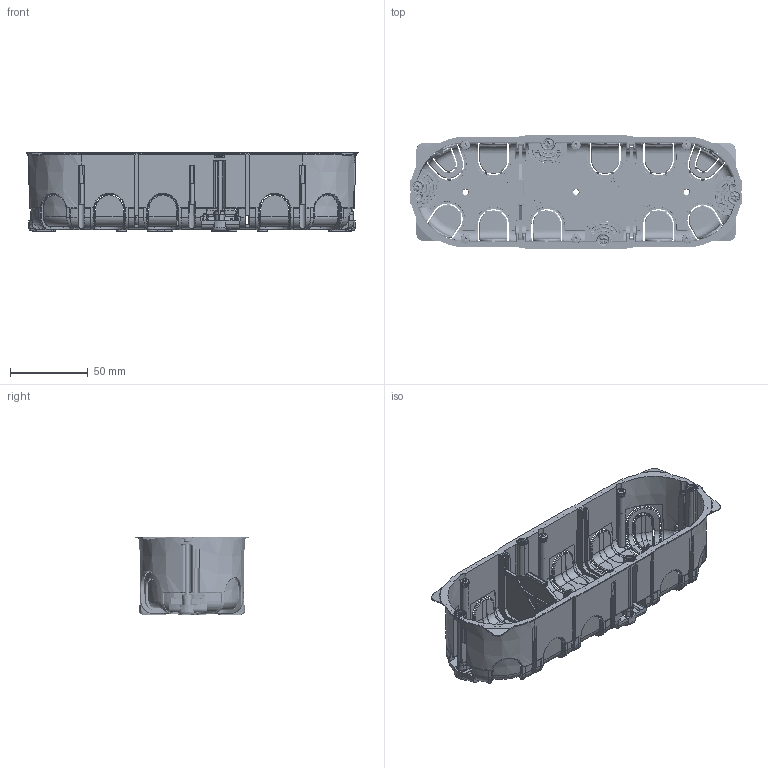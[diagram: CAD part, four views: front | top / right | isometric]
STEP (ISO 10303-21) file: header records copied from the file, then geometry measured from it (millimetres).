
FILE_DESCRIPTION(('CATIA V5 STEP Exchange','CAx-IF Rec.Pracs.--- Model Styling and Organization---1.4--- 2014-01-23'),'2;1');
FILE_NAME('080053 _AllCATPart.stp','2021-04-27T07:52:43+00:00',('none'),('none'),'CATIA Version 5-6 Release 2017 SP5','CATIA V5 STEP AP214','none');
FILE_SCHEMA(('AUTOMOTIVE_DESIGN { 1 0 10303 214 1 1 1 1 }'));
Length unit declared in the file: millimetre
Products named in the file (1): 080053 _AllCATPart
Bounding box: 213 x 72.8 x 50.6 mm (x, y, z)
Volume: 71629.9 mm3; surface area: 99490.8 mm2
Topology: 12 solids, 12 shells, 10410 faces, 30294 edges, 19827 vertices
Faces by surface type: plane 7830, bspline 901, cylinder 742, cone 644, torus 217, sphere 60, extrusion 8, revolution 8
Entity records: 382391 total; most frequent: CARTESIAN_POINT 125962, ORIENTED_EDGE 60412, DIRECTION 41613, EDGE_CURVE 30206, VECTOR 22552, LINE 22544, VERTEX_POINT 19827, EDGE_LOOP 10575
